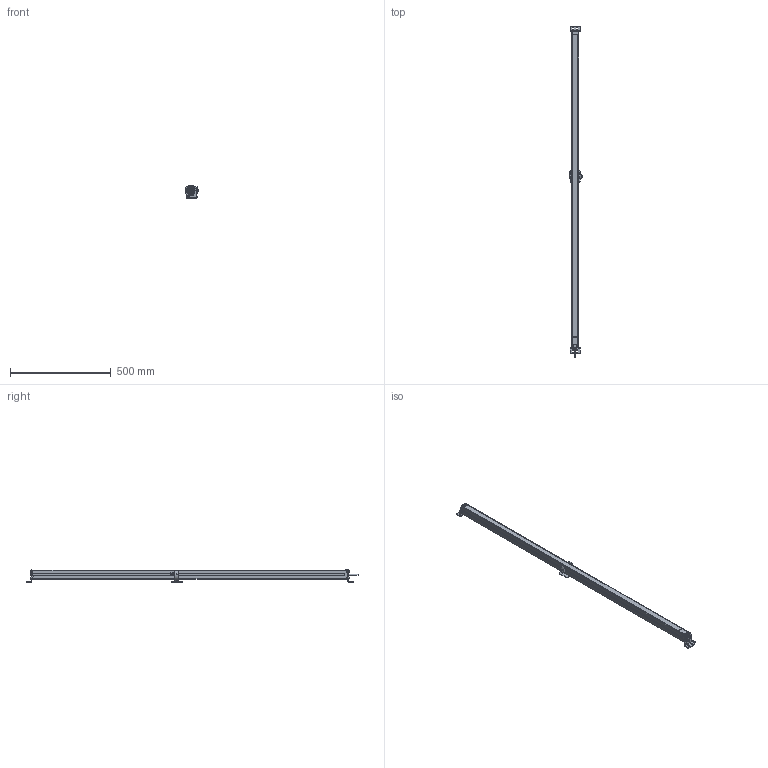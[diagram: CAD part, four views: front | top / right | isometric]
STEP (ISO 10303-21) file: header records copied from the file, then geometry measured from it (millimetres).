
FILE_DESCRIPTION((''),'2;1');
FILE_NAME('139558_SM01_ASM','2024-05-09T13:19:58',('banengservice'),('BANNER ENGINEERING'),'CREO PARAMETRIC BY PTC INC, 2022414','CREO PARAMETRIC BY PTC INC, 2022414','');
FILE_SCHEMA(('CONFIG_CONTROL_DESIGN'));
Length unit declared in the file: millimetre
Products named in the file (9): 139558_EP01; 139558_PL01; 114483; 114482; 58892; 60139; 71756_ASM; 111087; 139558_SM01_ASM
Assembly tree (16 placements, depth 3):
  139558_SM01_ASM
    139558_EP01
    139558_PL01
    71756_ASM
      114483
      114482
      58892  x3
      60139  x2
    111087  x2
    58892  x4
Bounding box: 68.64 x 1648 x 63 mm (x, y, z)
Volume: 4449814.3 mm3; surface area: 600230.6 mm2
Topology: 15 solids, 20 shells, 2041 faces, 5572 edges, 3592 vertices
Faces by surface type: plane 1109, cylinder 741, bspline 86, torus 50, sphere 24, cone 23, extrusion 8
Entity records: 49358 total; most frequent: CARTESIAN_POINT 13862, ORIENTED_EDGE 7470, DIRECTION 7388, EDGE_CURVE 3743, AXIS2_PLACEMENT_3D 2557, VERTEX_POINT 2398, VECTOR 2274, LINE 2266
